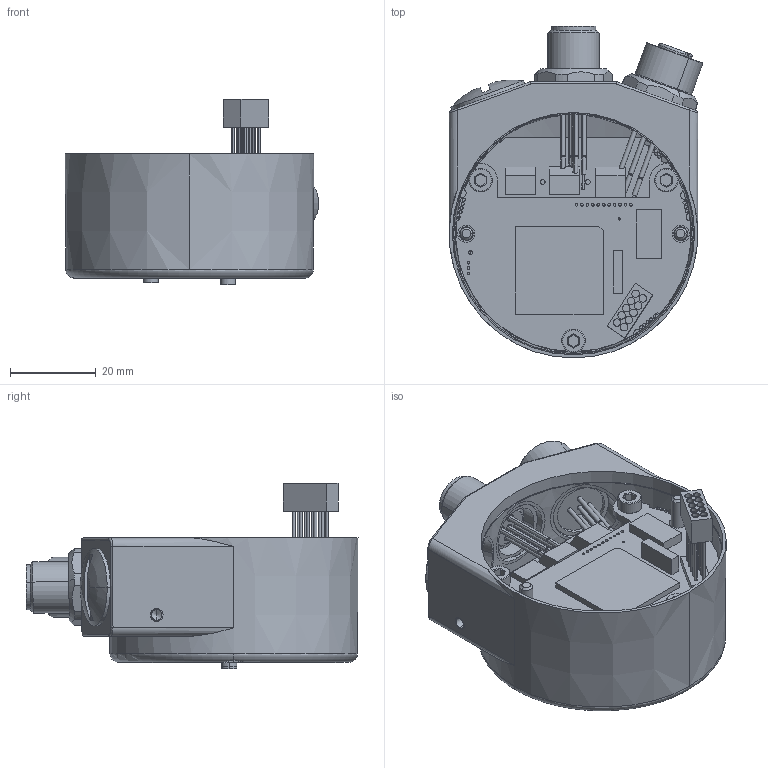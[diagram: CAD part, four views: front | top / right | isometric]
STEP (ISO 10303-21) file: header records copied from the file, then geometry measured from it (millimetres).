
FILE_DESCRIPTION((''),'2;1');
FILE_NAME('BC_CB_C','2014-09-15T',('lika51'),(''),'PRO/ENGINEER BY PARAMETRIC TECHNOLOGY CORPORATION, 2010180','PRO/ENGINEER BY PARAMETRIC TECHNOLOGY CORPORATION, 2010180','');
FILE_SCHEMA(('CONFIG_CONTROL_DESIGN'));
Length unit declared in the file: millimetre
Products named in the file (1): BC_CB_C
Bounding box: 59.16 x 77.47 x 43.2 mm (x, y, z)
Volume: 37534.7 mm3; surface area: 37134.1 mm2
Topology: 1 solids, 23 shells, 1688 faces, 4369 edges, 2867 vertices
Faces by surface type: plane 623, cylinder 580, extrusion 314, cone 78, torus 76, bspline 15, sphere 2
Entity records: 55487 total; most frequent: CARTESIAN_POINT 14325, ORIENTED_EDGE 8682, DIRECTION 7945, EDGE_CURVE 4359, VERTEX_POINT 2867, AXIS2_PLACEMENT_3D 2780, VECTOR 2385, LINE 2071
